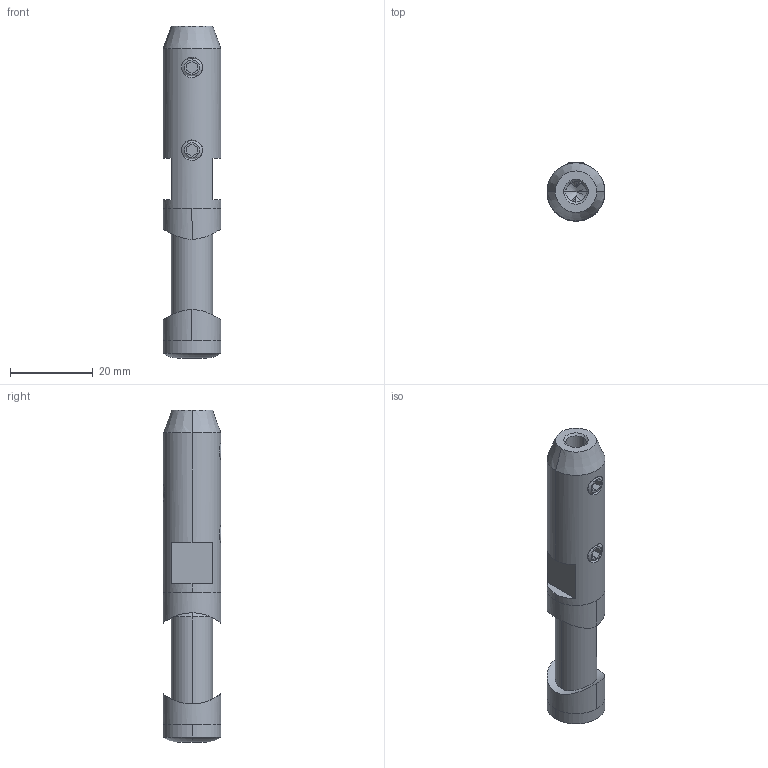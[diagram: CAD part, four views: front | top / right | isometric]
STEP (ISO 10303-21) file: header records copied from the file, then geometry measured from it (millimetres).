
FILE_DESCRIPTION (( 'STEP AP203' ), '1' );
FILE_NAME ('100081004.step', '2020-11-03T10:50:01', ( '' ), ( '' ), 'SwSTEP 2.0', 'SolidWorks 2018', '' );
FILE_SCHEMA (( 'CONFIG_CONTROL_DESIGN' ));
Length unit declared in the file: millimetre
Products named in the file (12): 10008100X Teil1; 10008100X Teil3_10008100X Teil3; 10008100X Teil2_10008100X Teil2; 100081004; 10008100X Teil1_100081004 Teil1; DIN 914 M5x6; DIN 914 M5x6_DIN914 M5x6; 10008100X Teil3; 10008100X Teil2
Assembly tree (7 placements, depth 2):
  10008100X Teil1
  100081004
    10008100X Teil1_100081004 Teil1
    10008100X Teil2_10008100X Teil2
    10008100X Teil3_10008100X Teil3  x2
    DIN 914 M5x6_DIN914 M5x6  x3
  DIN 914 M5x6
  10008100X Teil3
  10008100X Teil3
Bounding box: 14 x 14 x 80.2 mm (x, y, z)
Volume: 9224.5 mm3; surface area: 6502 mm2
Topology: 7 solids, 7 shells, 346 faces, 885 edges, 564 vertices
Faces by surface type: plane 126, bspline 116, cylinder 72, cone 30, torus 2
Entity records: 19917 total; most frequent: CARTESIAN_POINT 12005, ORIENTED_EDGE 1598, DIRECTION 1074, EDGE_CURVE 799, VERTEX_POINT 516, LINE 376, VECTOR 376, AXIS2_PLACEMENT_3D 349
